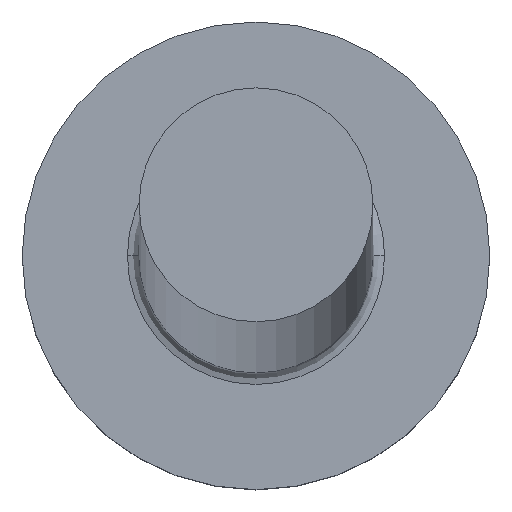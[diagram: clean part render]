
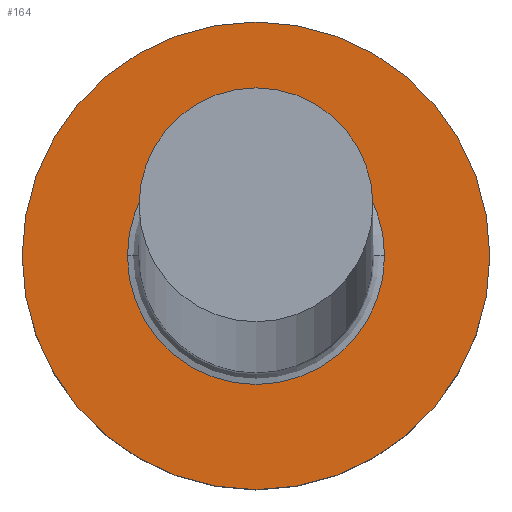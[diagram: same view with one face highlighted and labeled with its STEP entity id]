
A CAD part, top view. The second image highlights one B-rep face of the part: STEP entity #164.
In plain terms, the highlighted planar face has unit normal (0, 0, 1).
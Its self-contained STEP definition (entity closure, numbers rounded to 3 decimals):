
#5 = FACE_BOUND ( 'NONE', #220, .T. ) ;
#16 = AXIS2_PLACEMENT_3D ( 'NONE', #137, #24, #182 ) ;
#21 = VERTEX_POINT ( 'NONE', #112 ) ;
#23 = DIRECTION ( 'NONE',  ( 0., 0., -1. ) ) ;
#24 = DIRECTION ( 'NONE',  ( 0., 0., 1. ) ) ;
#37 = AXIS2_PLACEMENT_3D ( 'NONE', #139, #118, #136 ) ;
#45 = CIRCLE ( 'NONE', #16, 4. ) ;
#47 = CARTESIAN_POINT ( 'NONE',  ( -2.2, 0., 3. ) ) ;
#51 = CIRCLE ( 'NONE', #201, 2.2 ) ;
#55 = CARTESIAN_POINT ( 'NONE',  ( 0., 0., 3. ) ) ;
#60 = ORIENTED_EDGE ( 'NONE', *, *, #187, .T. ) ;
#72 = CARTESIAN_POINT ( 'NONE',  ( -4., 0., 3. ) ) ;
#73 = DIRECTION ( 'NONE',  ( 0., 0., 1. ) ) ;
#83 = VERTEX_POINT ( 'NONE', #72 ) ;
#87 = CIRCLE ( 'NONE', #261, 2.2 ) ;
#91 = DIRECTION ( 'NONE',  ( 1., 0., 0. ) ) ;
#93 = PLANE ( 'NONE',  #273 ) ;
#94 = FACE_OUTER_BOUND ( 'NONE', #246, .T. ) ;
#101 = DIRECTION ( 'NONE',  ( 1., 0., 0. ) ) ;
#112 = CARTESIAN_POINT ( 'NONE',  ( 4., 0., 3. ) ) ;
#118 = DIRECTION ( 'NONE',  ( 0., 0., 1. ) ) ;
#120 = EDGE_CURVE ( 'NONE', #21, #83, #286, .T. ) ;
#136 = DIRECTION ( 'NONE',  ( 1., 0., 0. ) ) ;
#137 = CARTESIAN_POINT ( 'NONE',  ( 0., 0., 3. ) ) ;
#139 = CARTESIAN_POINT ( 'NONE',  ( 0., 0., 3. ) ) ;
#140 = CARTESIAN_POINT ( 'NONE',  ( 0., 0., 3. ) ) ;
#141 = DIRECTION ( 'NONE',  ( 0., 0., -1. ) ) ;
#144 = CARTESIAN_POINT ( 'NONE',  ( 2.2, 0., 3. ) ) ;
#156 = ORIENTED_EDGE ( 'NONE', *, *, #120, .T. ) ;
#164 = ADVANCED_FACE ( 'NONE', ( #5, #94 ), #93, .T. ) ;
#182 = DIRECTION ( 'NONE',  ( 1., 0., 0. ) ) ;
#187 = EDGE_CURVE ( 'NONE', #248, #194, #87, .T. ) ;
#194 = VERTEX_POINT ( 'NONE', #47 ) ;
#201 = AXIS2_PLACEMENT_3D ( 'NONE', #55, #141, #101 ) ;
#213 = EDGE_CURVE ( 'NONE', #83, #21, #45, .T. ) ;
#220 = EDGE_LOOP ( 'NONE', ( #60, #307 ) ) ;
#246 = EDGE_LOOP ( 'NONE', ( #271, #156 ) ) ;
#248 = VERTEX_POINT ( 'NONE', #144 ) ;
#261 = AXIS2_PLACEMENT_3D ( 'NONE', #140, #23, #91 ) ;
#262 = DIRECTION ( 'NONE',  ( 1., 0., 0. ) ) ;
#271 = ORIENTED_EDGE ( 'NONE', *, *, #213, .T. ) ;
#273 = AXIS2_PLACEMENT_3D ( 'NONE', #289, #73, #262 ) ;
#286 = CIRCLE ( 'NONE', #37, 4. ) ;
#289 = CARTESIAN_POINT ( 'NONE',  ( 0., 0., 3. ) ) ;
#290 = EDGE_CURVE ( 'NONE', #194, #248, #51, .T. ) ;
#307 = ORIENTED_EDGE ( 'NONE', *, *, #290, .T. ) ;
